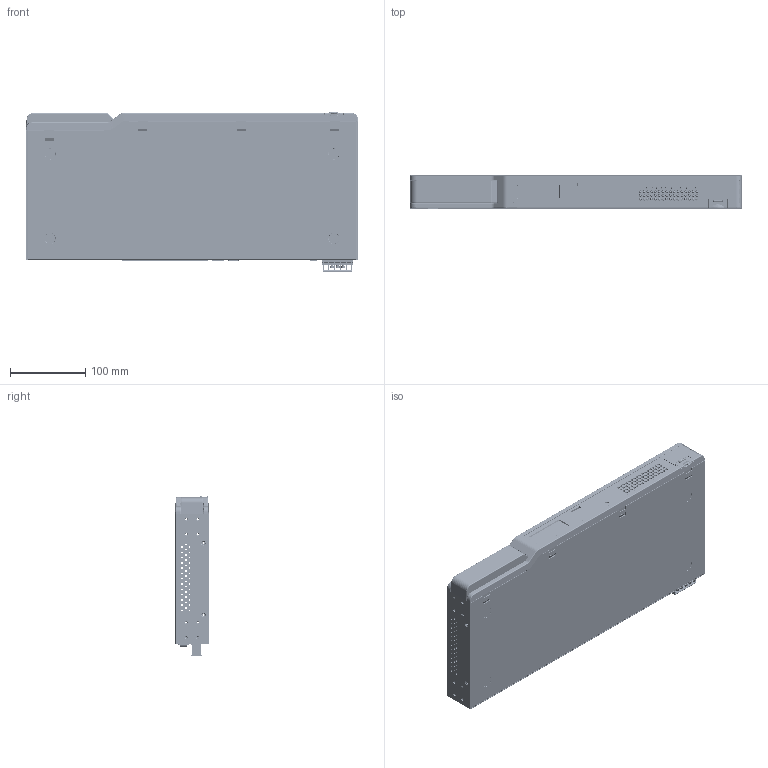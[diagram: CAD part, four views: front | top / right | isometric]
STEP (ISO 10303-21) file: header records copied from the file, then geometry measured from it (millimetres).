
FILE_DESCRIPTION((''),'2;1');
FILE_NAME('NPORT6650-8-48V-SAT','2013-12-25T',('Sam_Liu'),(''),'PRO/ENGINEER BY PARAMETRIC TECHNOLOGY CORPORATION, 2013230','PRO/ENGINEER BY PARAMETRIC TECHNOLOGY CORPORATION, 2013230','');
FILE_SCHEMA(('CONFIG_CONTROL_DESIGN'));
Products named in the file (1): NPORT6650-8-48V-SAT
Bounding box: 440 x 44 x 212.8 mm (x, y, z)
Volume: 416844.5 mm3; surface area: 932240.9 mm2
Topology: 13 solids, 15 shells, 9342 faces, 24337 edges, 15880 vertices
Faces by surface type: plane 6823, cylinder 1979, cone 204, torus 161, sphere 96, bspline 54, extrusion 25
Entity records: 289076 total; most frequent: CARTESIAN_POINT 54729, ORIENTED_EDGE 48482, DIRECTION 47101, EDGE_CURVE 24241, VECTOR 18867, LINE 18842, VERTEX_POINT 15880, AXIS2_PLACEMENT_3D 14117
